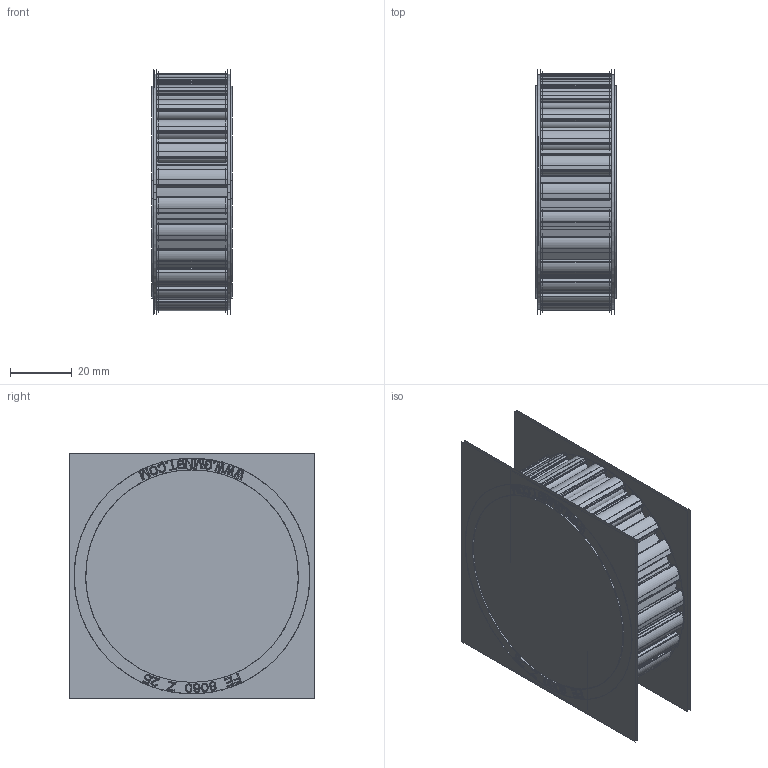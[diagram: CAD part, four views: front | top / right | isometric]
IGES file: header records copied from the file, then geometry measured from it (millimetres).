
Start section:  PTC IGES file: fe8060z25.igs
Global section: file name: fe8060z25.igs; native system: Creo Parametric by Parametric Technology Corporation; preprocessor: 2013150; author: sales4; organization: Unknown; date: 20200310.135401; units: millimetre
Bounding box: 26 x 79.52 x 79.54 mm (x, y, z)
Volume: 23042.7 mm3; surface area: 244800.7 mm2
Topology: 27 solids, 27 shells, 2704 faces, 14048 edges, 17496 vertices
Faces by surface type: bspline 1852, revolution 852
